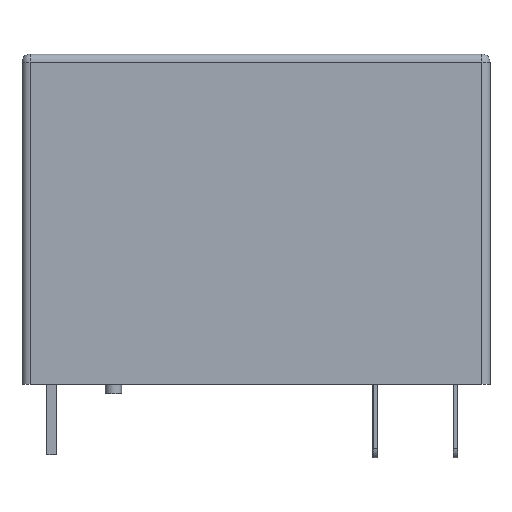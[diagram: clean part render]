
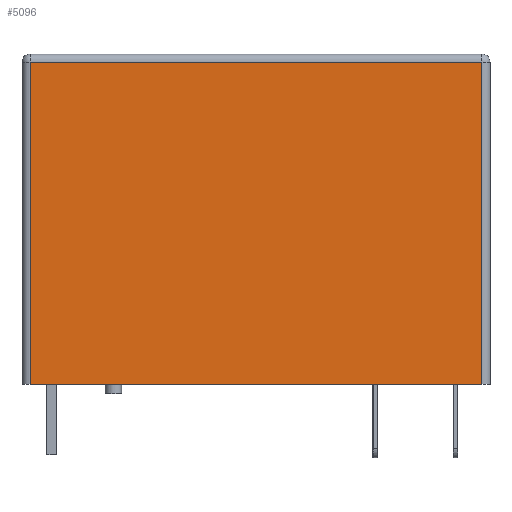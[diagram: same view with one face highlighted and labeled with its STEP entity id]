
A CAD part, front view. The second image highlights one B-rep face of the part: STEP entity #5096.
In plain terms, the highlighted planar face has unit normal (0, -1, 0).
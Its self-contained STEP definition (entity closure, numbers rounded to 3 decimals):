
#467 = PLANE ( 'NONE',  #3133 ) ;
#1057 = CARTESIAN_POINT ( 'NONE',  ( -14.1, -6.4, 0. ) ) ;
#1382 = ORIENTED_EDGE ( 'NONE', *, *, #13221, .T. ) ;
#1935 = VERTEX_POINT ( 'NONE', #12647 ) ;
#2304 = LINE ( 'NONE', #2380, #6507 ) ;
#2380 = CARTESIAN_POINT ( 'NONE',  ( 14.6, -6.4, 0. ) ) ;
#2392 = EDGE_CURVE ( 'NONE', #1935, #14393, #7847, .T. ) ;
#2630 = FACE_OUTER_BOUND ( 'NONE', #11429, .T. ) ;
#2806 = DIRECTION ( 'NONE',  ( 0., 0., 1. ) ) ;
#3105 = EDGE_CURVE ( 'NONE', #14393, #3254, #2304, .T. ) ;
#3133 = AXIS2_PLACEMENT_3D ( 'NONE', #6842, #5612, #7889 ) ;
#3254 = VERTEX_POINT ( 'NONE', #10347 ) ;
#3423 = DIRECTION ( 'NONE',  ( 1., 0., 0. ) ) ;
#3548 = EDGE_CURVE ( 'NONE', #3254, #4320, #7915, .T. ) ;
#3685 = ORIENTED_EDGE ( 'NONE', *, *, #3548, .T. ) ;
#3798 = CARTESIAN_POINT ( 'NONE',  ( -14.6, -6.4, 20.1 ) ) ;
#3870 = DIRECTION ( 'NONE',  ( 0., 0., -1. ) ) ;
#4320 = VERTEX_POINT ( 'NONE', #13422 ) ;
#5096 = ADVANCED_FACE ( 'NONE', ( #2630 ), #467, .F. ) ;
#5487 = VECTOR ( 'NONE', #6565, 1000. ) ;
#5612 = DIRECTION ( 'NONE',  ( 0., 1., 0. ) ) ;
#6507 = VECTOR ( 'NONE', #3423, 1000. ) ;
#6541 = CARTESIAN_POINT ( 'NONE',  ( 14.1, -6.4, 20.6 ) ) ;
#6565 = DIRECTION ( 'NONE',  ( -1., 0., 0. ) ) ;
#6842 = CARTESIAN_POINT ( 'NONE',  ( 14.6, -6.4, 20.6 ) ) ;
#7084 = ORIENTED_EDGE ( 'NONE', *, *, #3105, .T. ) ;
#7847 = LINE ( 'NONE', #13900, #14517 ) ;
#7889 = DIRECTION ( 'NONE',  ( 0., 0., -1. ) ) ;
#7915 = LINE ( 'NONE', #6541, #12172 ) ;
#10347 = CARTESIAN_POINT ( 'NONE',  ( 14.1, -6.4, 0. ) ) ;
#11429 = EDGE_LOOP ( 'NONE', ( #7084, #3685, #1382, #13828 ) ) ;
#12172 = VECTOR ( 'NONE', #2806, 1000. ) ;
#12647 = CARTESIAN_POINT ( 'NONE',  ( -14.1, -6.4, 20.1 ) ) ;
#12700 = LINE ( 'NONE', #3798, #5487 ) ;
#13221 = EDGE_CURVE ( 'NONE', #4320, #1935, #12700, .T. ) ;
#13422 = CARTESIAN_POINT ( 'NONE',  ( 14.1, -6.4, 20.1 ) ) ;
#13828 = ORIENTED_EDGE ( 'NONE', *, *, #2392, .T. ) ;
#13900 = CARTESIAN_POINT ( 'NONE',  ( -14.1, -6.4, 20.6 ) ) ;
#14393 = VERTEX_POINT ( 'NONE', #1057 ) ;
#14517 = VECTOR ( 'NONE', #3870, 1000. ) ;
